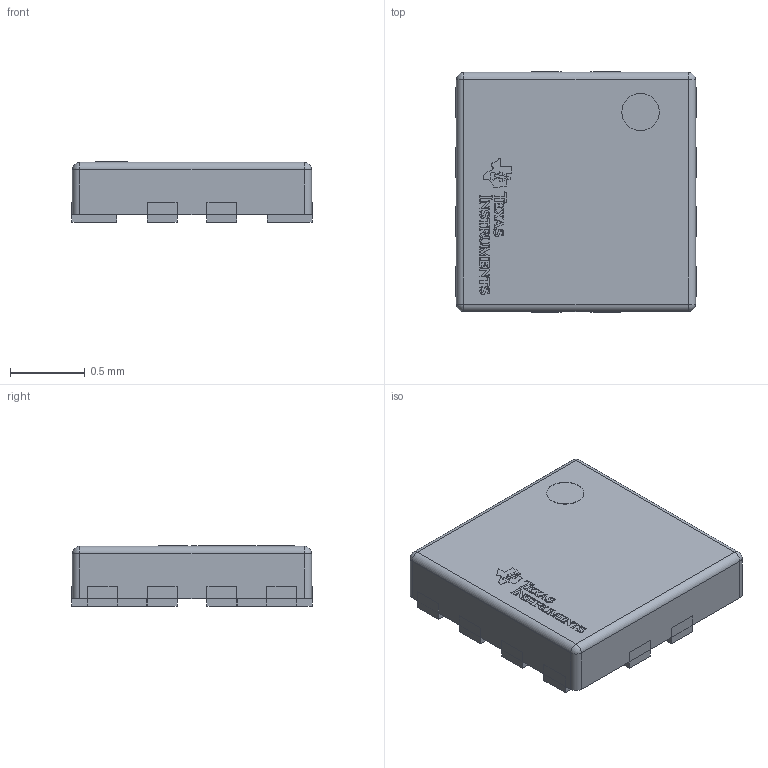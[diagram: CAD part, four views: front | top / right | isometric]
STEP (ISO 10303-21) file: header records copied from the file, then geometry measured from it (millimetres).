
FILE_DESCRIPTION(/* description */ (''),/* implementation_level */ '2;1');
FILE_NAME(/* name */ 'RWB0012A.stp',/* time_stamp */ '2020-09-11T05:57:00+02:00',/* author */ ('khaled'),/* organization */ (''),/* preprocessor_version */ 'ST-DEVELOPER v17.2',/* originating_system */ 'Autodesk Inventor 2019',/* authorisation */ '');
FILE_SCHEMA (('AUTOMOTIVE_DESIGN { 1 0 10303 214 3 1 1 }'));
Length unit declared in the file: millimetre
Products named in the file (5): MAX17047G+T10; 1; 2; circle; Texas Instruments
Assembly tree (4 placements, depth 2):
  MAX17047G+T10
    1
    2
    circle
    Texas Instruments
Bounding box: 1.61 x 1.61 x 0.4 mm (x, y, z)
Volume: 1 mm3; surface area: 11.2 mm2
Topology: 49 solids, 49 shells, 883 faces, 2343 edges, 1558 vertices
Faces by surface type: plane 567, bspline 303, cylinder 9, sphere 4
Full cylindrical faces by diameter (mm): 0.25 x1
Entity records: 29547 total; most frequent: CARTESIAN_POINT 9434, ORIENTED_EDGE 4686, DIRECTION 2961, EDGE_CURVE 2343, LINE 1723, VECTOR 1723, VERTEX_POINT 1558, EDGE_LOOP 891
